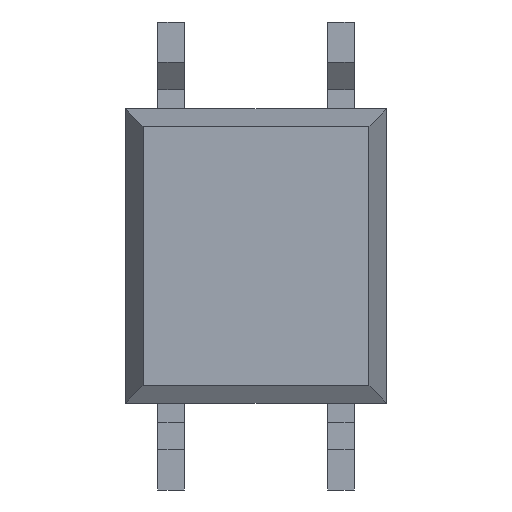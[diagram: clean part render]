
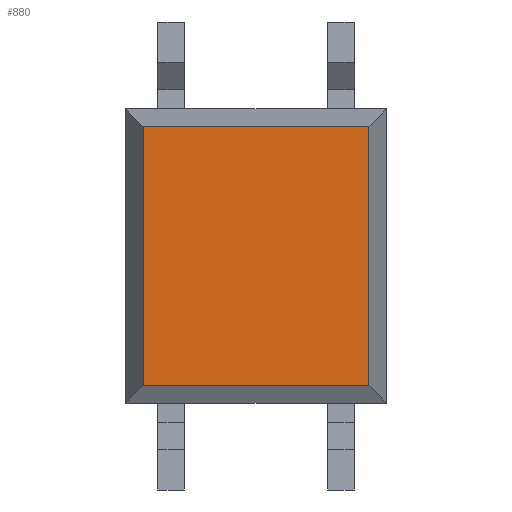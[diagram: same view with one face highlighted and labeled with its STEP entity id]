
A CAD part, front view. The second image highlights one B-rep face of the part: STEP entity #880.
In plain terms, the highlighted planar face has unit normal (0, -1, 0).
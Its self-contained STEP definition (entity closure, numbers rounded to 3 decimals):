
#9 = LINE ( 'NONE', #10, #11 ) ;
#10 = CARTESIAN_POINT ( 'NONE',  ( 2.96, 0.1, -2.2 ) ) ;
#11 = VECTOR ( 'NONE', #12, 1000. ) ;
#12 = DIRECTION ( 'NONE',  ( 0., 0., 1. ) ) ;
#48 = CARTESIAN_POINT ( 'NONE',  ( 2.96, 0.1, 1.94 ) ) ;
#173 = CARTESIAN_POINT ( 'NONE',  ( -0.42, 0.1, -1.94 ) ) ;
#279 = LINE ( 'NONE', #282, #283 ) ;
#282 = CARTESIAN_POINT ( 'NONE',  ( 3.22, 0.1, -1.94 ) ) ;
#283 = VECTOR ( 'NONE', #284, 1000. ) ;
#284 = DIRECTION ( 'NONE',  ( -1., 0., 0. ) ) ;
#324 = FACE_OUTER_BOUND ( 'NONE', #623, .T. ) ;
#342 = PLANE ( 'NONE',  #343 ) ;
#343 = AXIS2_PLACEMENT_3D ( 'NONE', #344, #345, #346 ) ;
#344 = CARTESIAN_POINT ( 'NONE',  ( 3.22, 0.1, 1.94 ) ) ;
#345 = DIRECTION ( 'NONE',  ( 0., 1., 0. ) ) ;
#346 = DIRECTION ( 'NONE',  ( 0., 0., 1. ) ) ;
#404 = LINE ( 'NONE', #405, #406 ) ;
#405 = CARTESIAN_POINT ( 'NONE',  ( -0.42, 0.1, -2.2 ) ) ;
#406 = VECTOR ( 'NONE', #407, 1000. ) ;
#407 = DIRECTION ( 'NONE',  ( 0., 0., 1. ) ) ;
#432 = LINE ( 'NONE', #433, #434 ) ;
#433 = CARTESIAN_POINT ( 'NONE',  ( 3.22, 0.1, 1.94 ) ) ;
#434 = VECTOR ( 'NONE', #435, 1000. ) ;
#435 = DIRECTION ( 'NONE',  ( -1., 0., 0. ) ) ;
#445 = CARTESIAN_POINT ( 'NONE',  ( 2.96, 0.1, -1.94 ) ) ;
#538 = ORIENTED_EDGE ( 'NONE', *, *, #805, .F. ) ;
#541 = VERTEX_POINT ( 'NONE', #173 ) ;
#602 = EDGE_CURVE ( 'NONE', #541, #681, #404, .T. ) ;
#623 = EDGE_LOOP ( 'NONE', ( #811, #947, #538, #763 ) ) ;
#681 = VERTEX_POINT ( 'NONE', #973 ) ;
#763 = ORIENTED_EDGE ( 'NONE', *, *, #1389, .T. ) ;
#805 = EDGE_CURVE ( 'NONE', #1164, #541, #279, .T. ) ;
#811 = ORIENTED_EDGE ( 'NONE', *, *, #1123, .T. ) ;
#880 = ADVANCED_FACE ( 'NONE', ( #324 ), #342, .F. ) ;
#947 = ORIENTED_EDGE ( 'NONE', *, *, #602, .F. ) ;
#973 = CARTESIAN_POINT ( 'NONE',  ( -0.42, 0.1, 1.94 ) ) ;
#1123 = EDGE_CURVE ( 'NONE', #1636, #681, #432, .T. ) ;
#1164 = VERTEX_POINT ( 'NONE', #445 ) ;
#1389 = EDGE_CURVE ( 'NONE', #1164, #1636, #9, .T. ) ;
#1636 = VERTEX_POINT ( 'NONE', #48 ) ;
